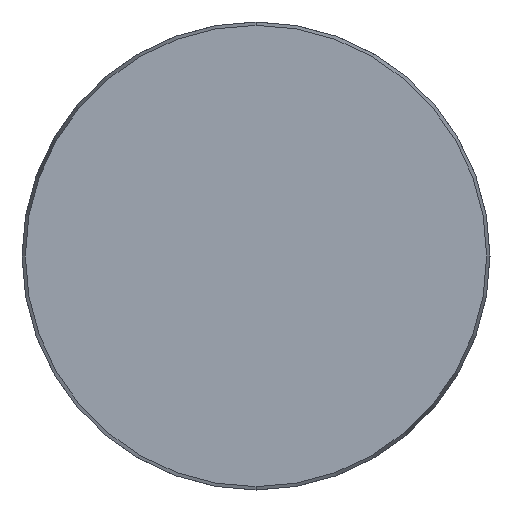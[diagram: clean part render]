
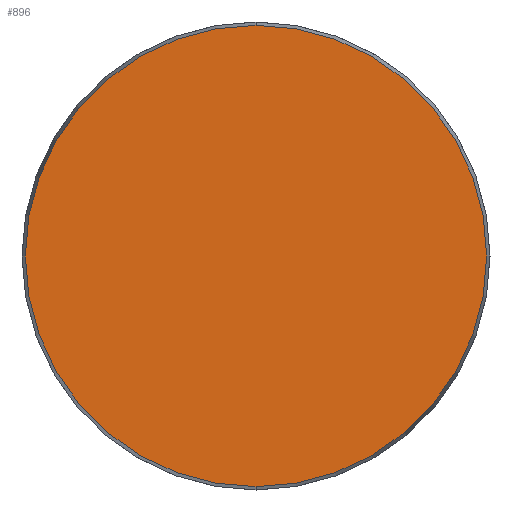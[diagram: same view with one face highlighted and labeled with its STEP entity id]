
A CAD part, front view. The second image highlights one B-rep face of the part: STEP entity #896.
In plain terms, the highlighted planar face has unit normal (0, -1, 0).
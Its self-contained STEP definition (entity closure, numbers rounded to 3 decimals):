
#19 = EDGE_CURVE ( 'NONE', #288, #164, #905, .T. ) ;
#42 = CARTESIAN_POINT ( 'NONE',  ( 0., 0., 0. ) ) ;
#78 = CARTESIAN_POINT ( 'NONE',  ( 0., 0., 0. ) ) ;
#100 = DIRECTION ( 'NONE',  ( 0., -1., 0. ) ) ;
#164 = VERTEX_POINT ( 'NONE', #631 ) ;
#211 = DIRECTION ( 'NONE',  ( 0., -1., 0. ) ) ;
#242 = DIRECTION ( 'NONE',  ( 0., 0., 1. ) ) ;
#249 = DIRECTION ( 'NONE',  ( 0., 0., -1. ) ) ;
#250 = ORIENTED_EDGE ( 'NONE', *, *, #694, .T. ) ;
#251 = CARTESIAN_POINT ( 'NONE',  ( -59.143, 0., 0. ) ) ;
#288 = VERTEX_POINT ( 'NONE', #582 ) ;
#361 = ORIENTED_EDGE ( 'NONE', *, *, #19, .T. ) ;
#495 = PLANE ( 'NONE',  #620 ) ;
#550 = FACE_OUTER_BOUND ( 'NONE', #695, .T. ) ;
#582 = CARTESIAN_POINT ( 'NONE',  ( 0., 0., -59.143 ) ) ;
#620 = AXIS2_PLACEMENT_3D ( 'NONE', #251, #656, #242 ) ;
#631 = CARTESIAN_POINT ( 'NONE',  ( 0., 0., 59.143 ) ) ;
#656 = DIRECTION ( 'NONE',  ( 0., 1., 0. ) ) ;
#657 = AXIS2_PLACEMENT_3D ( 'NONE', #78, #100, #249 ) ;
#673 = CIRCLE ( 'NONE', #740, 59.143 ) ;
#694 = EDGE_CURVE ( 'NONE', #164, #288, #673, .T. ) ;
#695 = EDGE_LOOP ( 'NONE', ( #250, #361 ) ) ;
#740 = AXIS2_PLACEMENT_3D ( 'NONE', #42, #211, #998 ) ;
#896 = ADVANCED_FACE ( 'NONE', ( #550 ), #495, .F. ) ;
#905 = CIRCLE ( 'NONE', #657, 59.143 ) ;
#998 = DIRECTION ( 'NONE',  ( 0., 0., -1. ) ) ;
